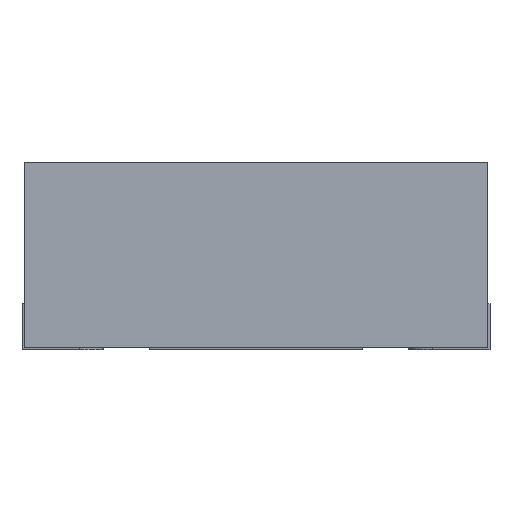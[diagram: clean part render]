
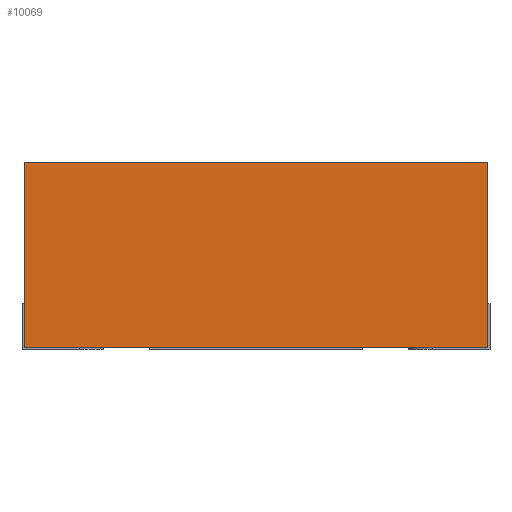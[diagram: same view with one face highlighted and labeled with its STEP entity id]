
A CAD part, front view. The second image highlights one B-rep face of the part: STEP entity #10069.
In plain terms, the highlighted planar face has unit normal (0, -1, 0).
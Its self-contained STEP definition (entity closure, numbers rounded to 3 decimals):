
#1083 = CARTESIAN_POINT ( 'NONE',  ( -1., -1., 0.81 ) ) ;
#1858 = DIRECTION ( 'NONE',  ( 0., 0., 1. ) ) ;
#2257 = DIRECTION ( 'NONE',  ( 0., 0., -1. ) ) ;
#3837 = VECTOR ( 'NONE', #15856, 1000. ) ;
#4249 = VERTEX_POINT ( 'NONE', #8079 ) ;
#4313 = EDGE_CURVE ( 'NONE', #11396, #4249, #8763, .T. ) ;
#4794 = EDGE_LOOP ( 'NONE', ( #9514, #11885, #18003, #22369 ) ) ;
#4925 = VECTOR ( 'NONE', #15580, 1000. ) ;
#6510 = CARTESIAN_POINT ( 'NONE',  ( -1., -1., 0.01 ) ) ;
#6552 = PLANE ( 'NONE',  #9729 ) ;
#7276 = VECTOR ( 'NONE', #10088, 1000. ) ;
#7743 = LINE ( 'NONE', #18205, #8652 ) ;
#8079 = CARTESIAN_POINT ( 'NONE',  ( 1., -1., 0.81 ) ) ;
#8246 = EDGE_CURVE ( 'NONE', #12489, #10581, #13465, .T. ) ;
#8487 = CARTESIAN_POINT ( 'NONE',  ( 1., -1., 0.81 ) ) ;
#8652 = VECTOR ( 'NONE', #2257, 1000. ) ;
#8763 = LINE ( 'NONE', #12252, #3837 ) ;
#9514 = ORIENTED_EDGE ( 'NONE', *, *, #8246, .T. ) ;
#9729 = AXIS2_PLACEMENT_3D ( 'NONE', #15510, #16059, #1858 ) ;
#10069 = ADVANCED_FACE ( 'NONE', ( #11665 ), #6552, .F. ) ;
#10088 = DIRECTION ( 'NONE',  ( 1., 0., 0. ) ) ;
#10581 = VERTEX_POINT ( 'NONE', #14043 ) ;
#11396 = VERTEX_POINT ( 'NONE', #1083 ) ;
#11665 = FACE_OUTER_BOUND ( 'NONE', #4794, .T. ) ;
#11885 = ORIENTED_EDGE ( 'NONE', *, *, #14806, .F. ) ;
#12252 = CARTESIAN_POINT ( 'NONE',  ( -1., -1., 0.81 ) ) ;
#12489 = VERTEX_POINT ( 'NONE', #6510 ) ;
#13465 = LINE ( 'NONE', #20559, #7276 ) ;
#13555 = EDGE_CURVE ( 'NONE', #11396, #12489, #7743, .T. ) ;
#14043 = CARTESIAN_POINT ( 'NONE',  ( 1., -1., 0.01 ) ) ;
#14806 = EDGE_CURVE ( 'NONE', #4249, #10581, #17342, .T. ) ;
#15510 = CARTESIAN_POINT ( 'NONE',  ( -1., -1., 0.81 ) ) ;
#15580 = DIRECTION ( 'NONE',  ( 0., 0., -1. ) ) ;
#15856 = DIRECTION ( 'NONE',  ( 1., 0., 0. ) ) ;
#16059 = DIRECTION ( 'NONE',  ( 0., 1., 0. ) ) ;
#17342 = LINE ( 'NONE', #8487, #4925 ) ;
#18003 = ORIENTED_EDGE ( 'NONE', *, *, #4313, .F. ) ;
#18205 = CARTESIAN_POINT ( 'NONE',  ( -1., -1., 0.81 ) ) ;
#20559 = CARTESIAN_POINT ( 'NONE',  ( -1., -1., 0.01 ) ) ;
#22369 = ORIENTED_EDGE ( 'NONE', *, *, #13555, .T. ) ;
